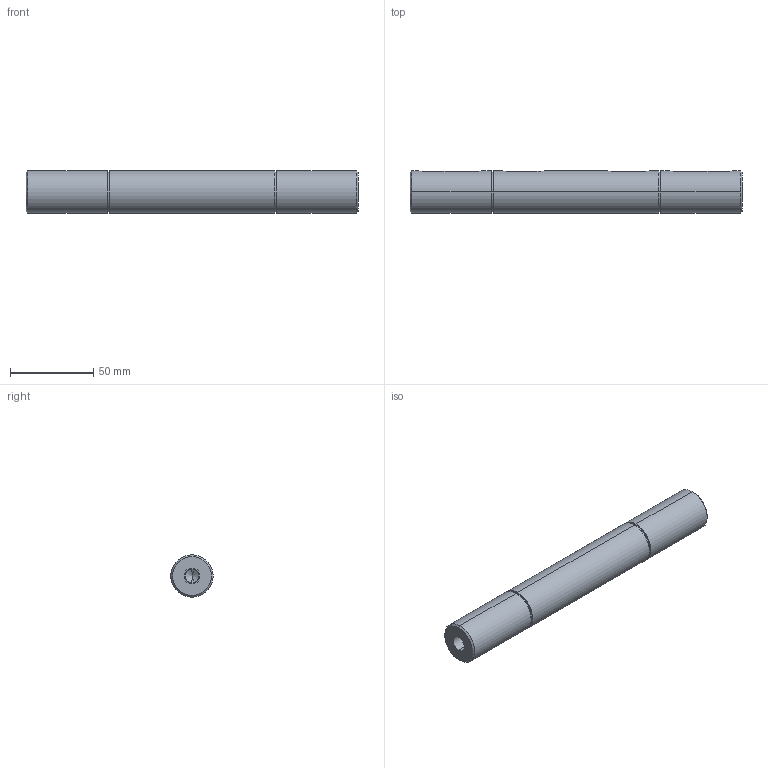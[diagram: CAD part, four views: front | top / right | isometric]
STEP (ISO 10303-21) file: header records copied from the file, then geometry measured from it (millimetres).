
FILE_DESCRIPTION (( 'STEP AP214' ), '1' );
FILE_NAME ('WGA-50M-ACC4.STEP', '2014-10-31T13:07:48', ( '' ), ( '' ), 'SwSTEP 2.0', 'SolidWorks 2014', '' );
FILE_SCHEMA (( 'AUTOMOTIVE_DESIGN' ));
Length unit declared in the file: inch
Products named in the file (1): WGA-50M-ACC4
Bounding box: 199.14 x 25.4 x 25.4 mm (x, y, z)
Volume: 94388.5 mm3; surface area: 19500.8 mm2
Topology: 1 solids, 1 shells, 54 faces, 118 edges, 74 vertices
Faces by surface type: cylinder 26, plane 20, cone 8
Entity records: 1730 total; most frequent: CARTESIAN_POINT 491, DIRECTION 264, ORIENTED_EDGE 228, EDGE_CURVE 114, AXIS2_PLACEMENT_3D 103, VERTEX_POINT 74, EDGE_LOOP 66, LINE 58
